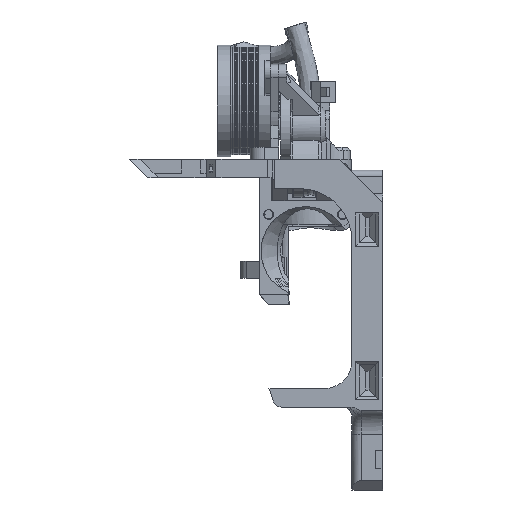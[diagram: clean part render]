
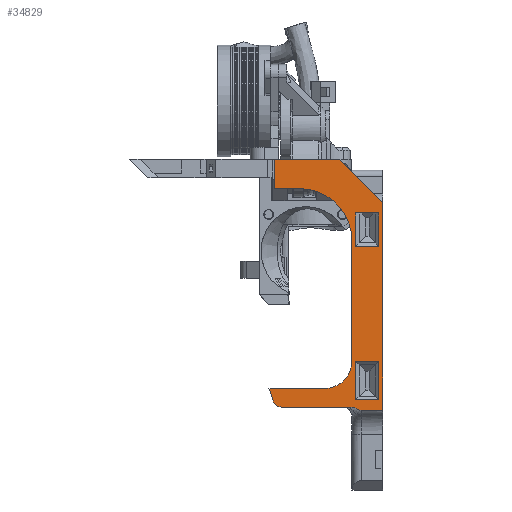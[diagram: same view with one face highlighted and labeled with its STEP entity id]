
A CAD part, left-side view. The second image highlights one B-rep face of the part: STEP entity #34829.
In plain terms, the highlighted planar face has unit normal (-1, 0, 0).
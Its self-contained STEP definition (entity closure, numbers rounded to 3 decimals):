
#504=FACE_BOUND('',#5515,.T.);
#505=FACE_BOUND('',#5516,.T.);
#1751=PLANE('',#37594);
#3480=FACE_OUTER_BOUND('',#5514,.T.);
#5514=EDGE_LOOP('',(#28896,#28897,#28898,#28899,#28900,#28901,#28902,#28903,
#28904,#28905,#28906,#28907,#28908,#28909,#28910));
#5515=EDGE_LOOP('',(#28911,#28912,#28913,#28914));
#5516=EDGE_LOOP('',(#28915,#28916,#28917,#28918));
#7099=CIRCLE('',#37591,17.);
#7101=CIRCLE('',#37595,9.);
#7102=CIRCLE('',#37596,3.);
#7103=CIRCLE('',#37597,3.);
#7104=CIRCLE('',#37598,3.);
#9340=LINE('',#57742,#12954);
#9346=LINE('',#57753,#12960);
#9363=LINE('',#57797,#12977);
#9364=LINE('',#57801,#12978);
#9365=LINE('',#57803,#12979);
#9366=LINE('',#57807,#12980);
#9367=LINE('',#57813,#12981);
#9368=LINE('',#57815,#12982);
#9369=LINE('',#57817,#12983);
#9370=LINE('',#57818,#12984);
#9371=LINE('',#57821,#12985);
#9372=LINE('',#57823,#12986);
#9373=LINE('',#57825,#12987);
#9374=LINE('',#57826,#12988);
#9375=LINE('',#57829,#12989);
#9376=LINE('',#57831,#12990);
#9377=LINE('',#57833,#12991);
#9378=LINE('',#57834,#12992);
#12954=VECTOR('',#44263,10.);
#12960=VECTOR('',#44271,10.);
#12977=VECTOR('',#44314,10.);
#12978=VECTOR('',#44317,10.);
#12979=VECTOR('',#44318,10.);
#12980=VECTOR('',#44321,10.);
#12981=VECTOR('',#44326,10.);
#12982=VECTOR('',#44327,10.);
#12983=VECTOR('',#44328,10.);
#12984=VECTOR('',#44329,10.);
#12985=VECTOR('',#44330,10.);
#12986=VECTOR('',#44331,10.);
#12987=VECTOR('',#44332,10.);
#12988=VECTOR('',#44333,10.);
#12989=VECTOR('',#44334,10.);
#12990=VECTOR('',#44335,10.);
#12991=VECTOR('',#44336,10.);
#12992=VECTOR('',#44337,10.);
#16497=VERTEX_POINT('',#57739);
#16498=VERTEX_POINT('',#57741);
#16502=VERTEX_POINT('',#57751);
#16514=VERTEX_POINT('',#57788);
#16516=VERTEX_POINT('',#57796);
#16517=VERTEX_POINT('',#57798);
#16518=VERTEX_POINT('',#57800);
#16519=VERTEX_POINT('',#57802);
#16520=VERTEX_POINT('',#57804);
#16521=VERTEX_POINT('',#57806);
#16522=VERTEX_POINT('',#57808);
#16523=VERTEX_POINT('',#57810);
#16524=VERTEX_POINT('',#57812);
#16525=VERTEX_POINT('',#57814);
#16526=VERTEX_POINT('',#57816);
#16527=VERTEX_POINT('',#57819);
#16528=VERTEX_POINT('',#57820);
#16529=VERTEX_POINT('',#57822);
#16530=VERTEX_POINT('',#57824);
#16531=VERTEX_POINT('',#57827);
#16532=VERTEX_POINT('',#57828);
#16533=VERTEX_POINT('',#57830);
#16534=VERTEX_POINT('',#57832);
#20830=EDGE_CURVE('',#16497,#16498,#9340,.F.);
#20836=EDGE_CURVE('',#16497,#16502,#9346,.T.);
#20853=EDGE_CURVE('',#16514,#16502,#7099,.T.);
#20857=EDGE_CURVE('',#16514,#16516,#9363,.T.);
#20858=EDGE_CURVE('',#16517,#16516,#7101,.T.);
#20859=EDGE_CURVE('',#16518,#16517,#9364,.T.);
#20860=EDGE_CURVE('',#16519,#16518,#9365,.T.);
#20861=EDGE_CURVE('',#16520,#16519,#7102,.T.);
#20862=EDGE_CURVE('',#16521,#16520,#9366,.T.);
#20863=EDGE_CURVE('',#16522,#16521,#7103,.T.);
#20864=EDGE_CURVE('',#16523,#16522,#7104,.T.);
#20865=EDGE_CURVE('',#16523,#16524,#9367,.T.);
#20866=EDGE_CURVE('',#16525,#16524,#9368,.T.);
#20867=EDGE_CURVE('',#16526,#16525,#9369,.T.);
#20868=EDGE_CURVE('',#16498,#16526,#9370,.T.);
#20869=EDGE_CURVE('',#16527,#16528,#9371,.T.);
#20870=EDGE_CURVE('',#16528,#16529,#9372,.T.);
#20871=EDGE_CURVE('',#16529,#16530,#9373,.T.);
#20872=EDGE_CURVE('',#16530,#16527,#9374,.T.);
#20873=EDGE_CURVE('',#16531,#16532,#9375,.T.);
#20874=EDGE_CURVE('',#16532,#16533,#9376,.T.);
#20875=EDGE_CURVE('',#16533,#16534,#9377,.T.);
#20876=EDGE_CURVE('',#16534,#16531,#9378,.T.);
#28896=ORIENTED_EDGE('',*,*,#20836,.T.);
#28897=ORIENTED_EDGE('',*,*,#20853,.F.);
#28898=ORIENTED_EDGE('',*,*,#20857,.T.);
#28899=ORIENTED_EDGE('',*,*,#20858,.F.);
#28900=ORIENTED_EDGE('',*,*,#20859,.F.);
#28901=ORIENTED_EDGE('',*,*,#20860,.F.);
#28902=ORIENTED_EDGE('',*,*,#20861,.F.);
#28903=ORIENTED_EDGE('',*,*,#20862,.F.);
#28904=ORIENTED_EDGE('',*,*,#20863,.F.);
#28905=ORIENTED_EDGE('',*,*,#20864,.F.);
#28906=ORIENTED_EDGE('',*,*,#20865,.T.);
#28907=ORIENTED_EDGE('',*,*,#20866,.F.);
#28908=ORIENTED_EDGE('',*,*,#20867,.F.);
#28909=ORIENTED_EDGE('',*,*,#20868,.F.);
#28910=ORIENTED_EDGE('',*,*,#20830,.F.);
#28911=ORIENTED_EDGE('',*,*,#20869,.T.);
#28912=ORIENTED_EDGE('',*,*,#20870,.T.);
#28913=ORIENTED_EDGE('',*,*,#20871,.T.);
#28914=ORIENTED_EDGE('',*,*,#20872,.T.);
#28915=ORIENTED_EDGE('',*,*,#20873,.T.);
#28916=ORIENTED_EDGE('',*,*,#20874,.T.);
#28917=ORIENTED_EDGE('',*,*,#20875,.T.);
#28918=ORIENTED_EDGE('',*,*,#20876,.T.);
#34829=ADVANCED_FACE('',(#3480,#504,#505),#1751,.T.);
#37591=AXIS2_PLACEMENT_3D('',#57789,#44304,#44305);
#37594=AXIS2_PLACEMENT_3D('',#57795,#44312,#44313);
#37595=AXIS2_PLACEMENT_3D('',#57799,#44315,#44316);
#37596=AXIS2_PLACEMENT_3D('',#57805,#44319,#44320);
#37597=AXIS2_PLACEMENT_3D('',#57809,#44322,#44323);
#37598=AXIS2_PLACEMENT_3D('',#57811,#44324,#44325);
#44263=DIRECTION('',(0.,0.,-1.));
#44271=DIRECTION('',(0.,-1.,0.));
#44304=DIRECTION('center_axis',(-1.,0.,0.));
#44305=DIRECTION('ref_axis',(0.,-1.,0.));
#44312=DIRECTION('center_axis',(-1.,0.,0.));
#44313=DIRECTION('ref_axis',(0.,0.,-1.));
#44314=DIRECTION('',(0.,0.,-1.));
#44315=DIRECTION('center_axis',(-1.,0.,0.));
#44316=DIRECTION('ref_axis',(0.,-0.707,-0.707));
#44317=DIRECTION('',(0.,-1.,0.));
#44318=DIRECTION('',(0.,0.316,0.949));
#44319=DIRECTION('center_axis',(1.,0.,0.));
#44320=DIRECTION('ref_axis',(0.,0.585,-0.811));
#44321=DIRECTION('',(0.,1.,0.));
#44322=DIRECTION('center_axis',(-1.,0.,0.));
#44323=DIRECTION('ref_axis',(0.,-0.289,0.957));
#44324=DIRECTION('center_axis',(1.,0.,0.));
#44325=DIRECTION('ref_axis',(0.,0.707,-0.707));
#44326=DIRECTION('',(0.,-1.,0.));
#44327=DIRECTION('',(0.,0.,-1.));
#44328=DIRECTION('',(0.,-0.707,-0.707));
#44329=DIRECTION('',(0.,-1.,0.));
#44330=DIRECTION('',(0.,0.,-1.));
#44331=DIRECTION('',(0.,1.,0.));
#44332=DIRECTION('',(0.,0.,1.));
#44333=DIRECTION('',(0.,-1.,0.));
#44334=DIRECTION('',(0.,1.,0.));
#44335=DIRECTION('',(0.,0.,1.));
#44336=DIRECTION('',(0.,-1.,0.));
#44337=DIRECTION('',(0.,0.,-1.));
#57739=CARTESIAN_POINT('',(-30.,-24.3,16.1));
#57741=CARTESIAN_POINT('',(-30.,-24.3,25.6));
#57742=CARTESIAN_POINT('',(-30.,-24.3,22.6));
#57751=CARTESIAN_POINT('',(-30.,-32.5,16.1));
#57753=CARTESIAN_POINT('',(-30.,-49.5,16.1));
#57788=CARTESIAN_POINT('',(-30.,-49.5,-0.9));
#57789=CARTESIAN_POINT('Origin',(-30.,-32.5,-0.9));
#57795=CARTESIAN_POINT('Origin',(-30.,-49.5,25.6));
#57796=CARTESIAN_POINT('',(-30.,-49.5,-40.));
#57797=CARTESIAN_POINT('',(-30.,-49.5,25.6));
#57798=CARTESIAN_POINT('',(-30.,-40.5,-49.));
#57799=CARTESIAN_POINT('Origin',(-30.,-40.5,-40.));
#57800=CARTESIAN_POINT('',(-30.,-22.5,-49.));
#57801=CARTESIAN_POINT('',(-30.,-42.75,-49.));
#57802=CARTESIAN_POINT('',(-30.,-23.816,-52.949));
#57803=CARTESIAN_POINT('',(-30.,-13.16,-20.98));
#57804=CARTESIAN_POINT('',(-30.,-26.662,-55.));
#57805=CARTESIAN_POINT('Origin',(-30.,-26.662,-52.));
#57806=CARTESIAN_POINT('',(-30.,-49.183,-55.));
#57807=CARTESIAN_POINT('',(-30.,-36.,-55.));
#57808=CARTESIAN_POINT('',(-30.,-50.842,-55.5));
#57809=CARTESIAN_POINT('Origin',(-30.,-49.183,-58.));
#57810=CARTESIAN_POINT('',(-30.,-52.5,-56.));
#57811=CARTESIAN_POINT('Origin',(-30.,-52.5,-53.));
#57812=CARTESIAN_POINT('',(-30.,-59.5,-56.));
#57813=CARTESIAN_POINT('',(-30.,-49.5,-56.));
#57814=CARTESIAN_POINT('',(-30.,-59.5,11.6));
#57815=CARTESIAN_POINT('',(-30.,-59.5,25.6));
#57816=CARTESIAN_POINT('',(-30.,-45.5,25.6));
#57817=CARTESIAN_POINT('',(-30.,-50.,21.1));
#57818=CARTESIAN_POINT('',(-30.,-49.5,25.6));
#57819=CARTESIAN_POINT('',(-30.,-58.283,8.16));
#57820=CARTESIAN_POINT('',(-30.,-58.283,-2.683));
#57821=CARTESIAN_POINT('',(-30.,-58.283,0.95));
#57822=CARTESIAN_POINT('',(-30.,-50.717,-2.683));
#57823=CARTESIAN_POINT('',(-30.,-51.375,-2.683));
#57824=CARTESIAN_POINT('',(-30.,-50.717,8.16));
#57825=CARTESIAN_POINT('',(-30.,-50.717,-1.55));
#57826=CARTESIAN_POINT('',(-30.,-49.5,8.16));
#57827=CARTESIAN_POINT('',(-30.,-58.283,-52.683));
#57828=CARTESIAN_POINT('',(-30.,-50.717,-52.683));
#57829=CARTESIAN_POINT('',(-30.,-51.375,-52.683));
#57830=CARTESIAN_POINT('',(-30.,-50.717,-40.117));
#57831=CARTESIAN_POINT('',(-30.,-50.717,-14.05));
#57832=CARTESIAN_POINT('',(-30.,-58.283,-40.117));
#57833=CARTESIAN_POINT('',(-30.,-50.125,-40.117));
#57834=CARTESIAN_POINT('',(-30.,-58.283,-11.55));
